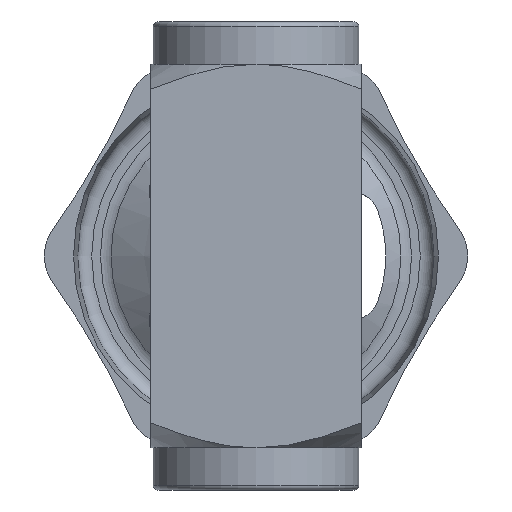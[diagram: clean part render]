
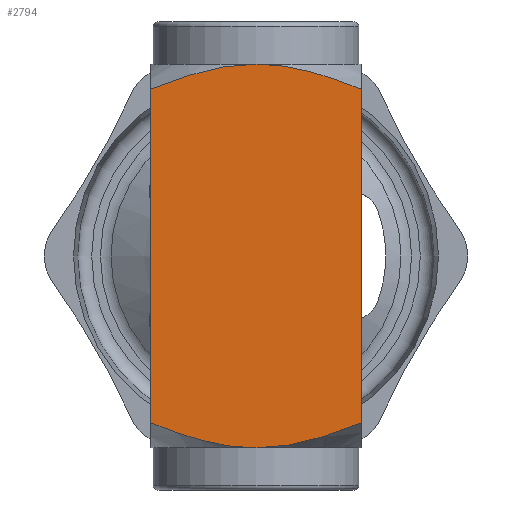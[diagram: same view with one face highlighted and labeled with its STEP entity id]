
A CAD part, front view. The second image highlights one B-rep face of the part: STEP entity #2794.
In plain terms, the highlighted planar face has unit normal (0, -1, 0).
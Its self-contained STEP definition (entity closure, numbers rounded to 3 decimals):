
#148=(
BOUNDED_CURVE()
B_SPLINE_CURVE(2,(#4727,#4728,#4729),.UNSPECIFIED.,.F.,.F.)
B_SPLINE_CURVE_WITH_KNOTS((3,3),(1.051,3.739),
 .UNSPECIFIED.)
CURVE()
GEOMETRIC_REPRESENTATION_ITEM()
RATIONAL_B_SPLINE_CURVE((1.08,1.142,1.))
REPRESENTATION_ITEM('')
);
#151=(
BOUNDED_CURVE()
B_SPLINE_CURVE(2,(#4741,#4742,#4743),.UNSPECIFIED.,.F.,.F.)
B_SPLINE_CURVE_WITH_KNOTS((3,3),(3.739,6.428),
 .UNSPECIFIED.)
CURVE()
GEOMETRIC_REPRESENTATION_ITEM()
RATIONAL_B_SPLINE_CURVE((1.,1.142,1.08))
REPRESENTATION_ITEM('')
);
#156=(
BOUNDED_CURVE()
B_SPLINE_CURVE(2,(#4768,#4769,#4770),.UNSPECIFIED.,.F.,.F.)
B_SPLINE_CURVE_WITH_KNOTS((3,3),(1.051,3.739),
 .UNSPECIFIED.)
CURVE()
GEOMETRIC_REPRESENTATION_ITEM()
RATIONAL_B_SPLINE_CURVE((1.08,1.142,1.))
REPRESENTATION_ITEM('')
);
#159=(
BOUNDED_CURVE()
B_SPLINE_CURVE(2,(#4782,#4783,#4784),.UNSPECIFIED.,.F.,.F.)
B_SPLINE_CURVE_WITH_KNOTS((3,3),(3.739,6.428),
 .UNSPECIFIED.)
CURVE()
GEOMETRIC_REPRESENTATION_ITEM()
RATIONAL_B_SPLINE_CURVE((1.,1.142,1.08))
REPRESENTATION_ITEM('')
);
#282=PLANE('',#3178);
#388=FACE_OUTER_BOUND('',#575,.T.);
#575=EDGE_LOOP('',(#2189,#2190,#2191,#2192,#2193,#2194));
#721=LINE('',#4810,#840);
#722=LINE('',#4812,#841);
#840=VECTOR('',#3769,71.238);
#841=VECTOR('',#3772,71.238);
#1224=VERTEX_POINT('',#4725);
#1225=VERTEX_POINT('',#4726);
#1227=VERTEX_POINT('',#4736);
#1232=VERTEX_POINT('',#4766);
#1233=VERTEX_POINT('',#4767);
#1235=VERTEX_POINT('',#4777);
#1550=EDGE_CURVE('',#1224,#1225,#148,.T.);
#1554=EDGE_CURVE('',#1225,#1227,#151,.T.);
#1562=EDGE_CURVE('',#1232,#1233,#156,.T.);
#1566=EDGE_CURVE('',#1233,#1235,#159,.T.);
#1576=EDGE_CURVE('',#1227,#1232,#721,.T.);
#1577=EDGE_CURVE('',#1224,#1235,#722,.T.);
#2189=ORIENTED_EDGE('',*,*,#1554,.T.);
#2190=ORIENTED_EDGE('',*,*,#1576,.T.);
#2191=ORIENTED_EDGE('',*,*,#1562,.T.);
#2192=ORIENTED_EDGE('',*,*,#1566,.T.);
#2193=ORIENTED_EDGE('',*,*,#1577,.F.);
#2194=ORIENTED_EDGE('',*,*,#1550,.T.);
#2794=ADVANCED_FACE('',(#388),#282,.T.);
#3178=AXIS2_PLACEMENT_3D('',#4813,#3773,#3774);
#3769=DIRECTION('',(0.,0.,-1.));
#3772=DIRECTION('',(0.,0.,-1.));
#3773=DIRECTION('center_axis',(0.,-1.,0.));
#3774=DIRECTION('ref_axis',(0.,0.,-1.));
#4725=CARTESIAN_POINT('',(22.5,-22.5,35.619));
#4726=CARTESIAN_POINT('',(0.,-22.5,41.));
#4727=CARTESIAN_POINT('Ctrl Pts',(22.5,-22.5,35.619));
#4728=CARTESIAN_POINT('Ctrl Pts',(9.32,-22.5,41.));
#4729=CARTESIAN_POINT('Ctrl Pts',(0.,-22.5,41.));
#4736=CARTESIAN_POINT('',(-22.5,-22.5,35.619));
#4741=CARTESIAN_POINT('Ctrl Pts',(0.,-22.5,41.));
#4742=CARTESIAN_POINT('Ctrl Pts',(-9.32,-22.5,41.));
#4743=CARTESIAN_POINT('Ctrl Pts',(-22.5,-22.5,35.619));
#4766=CARTESIAN_POINT('',(-22.5,-22.5,-35.619));
#4767=CARTESIAN_POINT('',(0.,-22.5,-41.));
#4768=CARTESIAN_POINT('Ctrl Pts',(-22.5,-22.5,-35.619));
#4769=CARTESIAN_POINT('Ctrl Pts',(-9.32,-22.5,-41.));
#4770=CARTESIAN_POINT('Ctrl Pts',(0.,-22.5,-41.));
#4777=CARTESIAN_POINT('',(22.5,-22.5,-35.619));
#4782=CARTESIAN_POINT('Ctrl Pts',(0.,-22.5,-41.));
#4783=CARTESIAN_POINT('Ctrl Pts',(9.32,-22.5,-41.));
#4784=CARTESIAN_POINT('Ctrl Pts',(22.5,-22.5,-35.619));
#4810=CARTESIAN_POINT('',(-22.5,-22.5,35.619));
#4812=CARTESIAN_POINT('',(22.5,-22.5,35.619));
#4813=CARTESIAN_POINT('Origin',(22.5,-22.5,0.));
